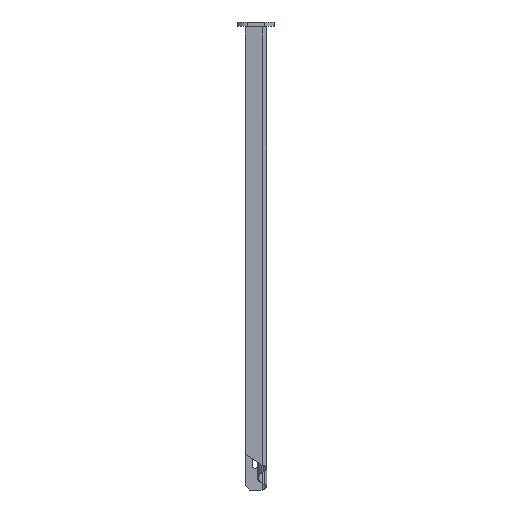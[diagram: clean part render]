
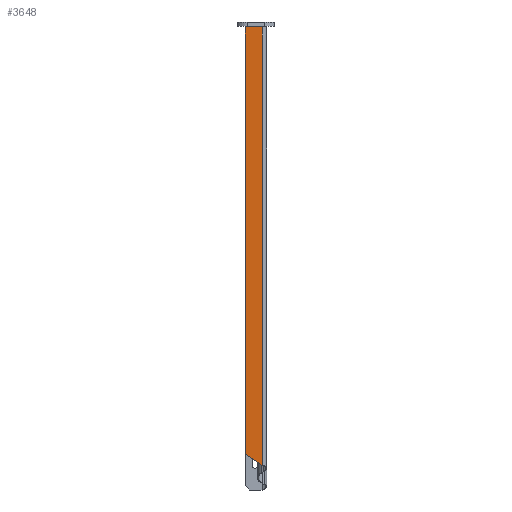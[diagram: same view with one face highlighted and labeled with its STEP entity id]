
A CAD part, front view. The second image highlights one B-rep face of the part: STEP entity #3648.
In plain terms, the highlighted planar face has unit normal (0, -0.999, -0.052).
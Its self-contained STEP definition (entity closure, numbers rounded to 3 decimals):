
#37 = CARTESIAN_POINT ( 'NONE',  ( 8.334, -80.234, -0.88 ) ) ;
#189 = CARTESIAN_POINT ( 'NONE',  ( -15., -49.345, -590.275 ) ) ;
#214 = LINE ( 'NONE', #189, #3789 ) ;
#218 = DIRECTION ( 'NONE',  ( 0., 0.052, -0.999 ) ) ;
#556 = CARTESIAN_POINT ( 'NONE',  ( 8.334, -79.981, -5.704 ) ) ;
#733 = DIRECTION ( 'NONE',  ( 0., 0.052, -0.999 ) ) ;
#951 = DIRECTION ( 'NONE',  ( 0., 0.999, 0.052 ) ) ;
#975 = ORIENTED_EDGE ( 'NONE', *, *, #1651, .T. ) ;
#1193 = VECTOR ( 'NONE', #4196, 1000. ) ;
#1210 = VERTEX_POINT ( 'NONE', #4062 ) ;
#1248 = CARTESIAN_POINT ( 'NONE',  ( -15., -49.345, -590.275 ) ) ;
#1360 = LINE ( 'NONE', #2397, #1193 ) ;
#1651 = EDGE_CURVE ( 'NONE', #3585, #2619, #1360, .T. ) ;
#1802 = EDGE_CURVE ( 'NONE', #1210, #3585, #214, .T. ) ;
#1823 = EDGE_LOOP ( 'NONE', ( #3619, #3722, #4480, #975 ) ) ;
#2070 = AXIS2_PLACEMENT_3D ( 'NONE', #3106, #951, #3447 ) ;
#2281 = VERTEX_POINT ( 'NONE', #37 ) ;
#2322 = EDGE_CURVE ( 'NONE', #2281, #2619, #4678, .T. ) ;
#2397 = CARTESIAN_POINT ( 'NONE',  ( 65.873, -46.597, -642.723 ) ) ;
#2594 = EDGE_CURVE ( 'NONE', #2281, #1210, #3472, .T. ) ;
#2619 = VERTEX_POINT ( 'NONE', #2813 ) ;
#2813 = CARTESIAN_POINT ( 'NONE',  ( 8.334, -48.552, -605.407 ) ) ;
#3106 = CARTESIAN_POINT ( 'NONE',  ( 122.836, -79.981, -5.704 ) ) ;
#3447 = DIRECTION ( 'NONE',  ( 0.052, -0.052, 0.997 ) ) ;
#3472 = LINE ( 'NONE', #3521, #4230 ) ;
#3521 = CARTESIAN_POINT ( 'NONE',  ( -15., -80.234, -0.88 ) ) ;
#3538 = DIRECTION ( 'NONE',  ( -1., 0., 0. ) ) ;
#3585 = VERTEX_POINT ( 'NONE', #1248 ) ;
#3619 = ORIENTED_EDGE ( 'NONE', *, *, #2322, .F. ) ;
#3648 = ADVANCED_FACE ( 'NONE', ( #3687 ), #4542, .F. ) ;
#3687 = FACE_OUTER_BOUND ( 'NONE', #1823, .T. ) ;
#3722 = ORIENTED_EDGE ( 'NONE', *, *, #2594, .T. ) ;
#3789 = VECTOR ( 'NONE', #218, 1000. ) ;
#3813 = VECTOR ( 'NONE', #733, 1000. ) ;
#4062 = CARTESIAN_POINT ( 'NONE',  ( -15., -80.234, -0.88 ) ) ;
#4196 = DIRECTION ( 'NONE',  ( 0.839, 0.029, -0.544 ) ) ;
#4230 = VECTOR ( 'NONE', #3538, 1000. ) ;
#4480 = ORIENTED_EDGE ( 'NONE', *, *, #1802, .T. ) ;
#4542 = PLANE ( 'NONE',  #2070 ) ;
#4678 = LINE ( 'NONE', #556, #3813 ) ;
